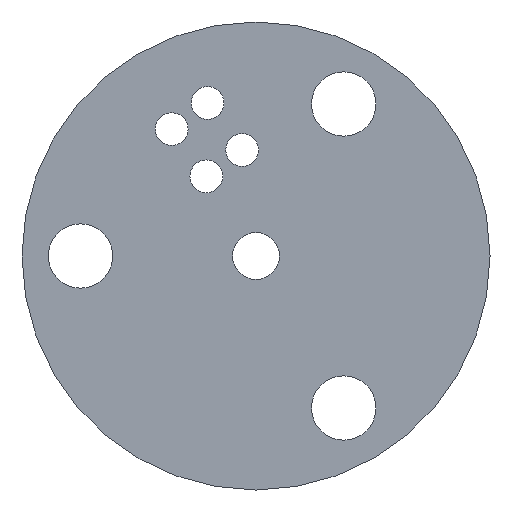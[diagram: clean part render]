
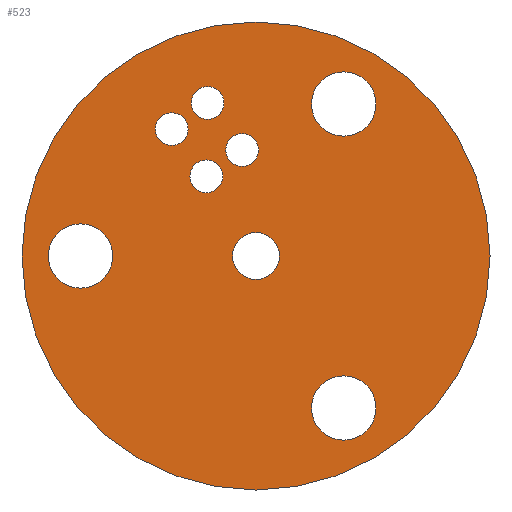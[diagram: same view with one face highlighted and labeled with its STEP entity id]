
A CAD part, left-side view. The second image highlights one B-rep face of the part: STEP entity #523.
In plain terms, the highlighted planar face has unit normal (-1, 0, 0).
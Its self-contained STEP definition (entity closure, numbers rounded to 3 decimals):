
#25=FACE_BOUND('',#111,.T.);
#26=FACE_BOUND('',#112,.T.);
#27=FACE_BOUND('',#113,.T.);
#28=FACE_BOUND('',#114,.T.);
#29=FACE_BOUND('',#115,.T.);
#30=FACE_BOUND('',#116,.T.);
#31=FACE_BOUND('',#117,.T.);
#32=FACE_BOUND('',#118,.T.);
#46=PLANE('',#590);
#73=FACE_OUTER_BOUND('',#110,.T.);
#110=EDGE_LOOP('',(#475));
#111=EDGE_LOOP('',(#476));
#112=EDGE_LOOP('',(#477));
#113=EDGE_LOOP('',(#478));
#114=EDGE_LOOP('',(#479));
#115=EDGE_LOOP('',(#480));
#116=EDGE_LOOP('',(#481));
#117=EDGE_LOOP('',(#482));
#118=EDGE_LOOP('',(#483));
#206=CIRCLE('',#540,1.4);
#208=CIRCLE('',#543,1.4);
#210=CIRCLE('',#546,1.4);
#212=CIRCLE('',#549,1.4);
#226=CIRCLE('',#581,2.75);
#227=CIRCLE('',#583,2.75);
#228=CIRCLE('',#585,2.);
#229=CIRCLE('',#587,2.75);
#230=CIRCLE('',#589,20.);
#232=VERTEX_POINT('',#746);
#234=VERTEX_POINT('',#752);
#236=VERTEX_POINT('',#758);
#238=VERTEX_POINT('',#764);
#272=VERTEX_POINT('',#865);
#273=VERTEX_POINT('',#869);
#274=VERTEX_POINT('',#873);
#275=VERTEX_POINT('',#877);
#276=VERTEX_POINT('',#881);
#279=EDGE_CURVE('',#232,#232,#206,.T.);
#282=EDGE_CURVE('',#234,#234,#208,.T.);
#285=EDGE_CURVE('',#236,#236,#210,.T.);
#288=EDGE_CURVE('',#238,#238,#212,.T.);
#336=EDGE_CURVE('',#272,#272,#226,.T.);
#338=EDGE_CURVE('',#273,#273,#227,.T.);
#340=EDGE_CURVE('',#274,#274,#228,.T.);
#342=EDGE_CURVE('',#275,#275,#229,.T.);
#344=EDGE_CURVE('',#276,#276,#230,.T.);
#475=ORIENTED_EDGE('',*,*,#344,.T.);
#476=ORIENTED_EDGE('',*,*,#282,.T.);
#477=ORIENTED_EDGE('',*,*,#288,.T.);
#478=ORIENTED_EDGE('',*,*,#279,.T.);
#479=ORIENTED_EDGE('',*,*,#285,.T.);
#480=ORIENTED_EDGE('',*,*,#342,.T.);
#481=ORIENTED_EDGE('',*,*,#340,.T.);
#482=ORIENTED_EDGE('',*,*,#338,.T.);
#483=ORIENTED_EDGE('',*,*,#336,.T.);
#523=ADVANCED_FACE('',(#73,#25,#26,#27,#28,#29,#30,#31,#32),#46,.F.);
#540=AXIS2_PLACEMENT_3D('',#748,#598,#599);
#543=AXIS2_PLACEMENT_3D('',#754,#605,#606);
#546=AXIS2_PLACEMENT_3D('',#760,#612,#613);
#549=AXIS2_PLACEMENT_3D('',#766,#619,#620);
#581=AXIS2_PLACEMENT_3D('',#866,#717,#718);
#583=AXIS2_PLACEMENT_3D('',#870,#722,#723);
#585=AXIS2_PLACEMENT_3D('',#874,#727,#728);
#587=AXIS2_PLACEMENT_3D('',#878,#732,#733);
#589=AXIS2_PLACEMENT_3D('',#882,#737,#738);
#590=AXIS2_PLACEMENT_3D('',#884,#740,#741);
#598=DIRECTION('center_axis',(1.,0.,0.));
#599=DIRECTION('ref_axis',(0.,0.,-1.));
#605=DIRECTION('center_axis',(1.,0.,0.));
#606=DIRECTION('ref_axis',(0.,0.,-1.));
#612=DIRECTION('center_axis',(1.,0.,0.));
#613=DIRECTION('ref_axis',(0.,0.,-1.));
#619=DIRECTION('center_axis',(1.,0.,0.));
#620=DIRECTION('ref_axis',(0.,0.,-1.));
#717=DIRECTION('center_axis',(1.,0.,0.));
#718=DIRECTION('ref_axis',(0.,0.,-1.));
#722=DIRECTION('center_axis',(1.,0.,0.));
#723=DIRECTION('ref_axis',(0.,0.,-1.));
#727=DIRECTION('center_axis',(1.,0.,0.));
#728=DIRECTION('ref_axis',(0.,0.,-1.));
#732=DIRECTION('center_axis',(1.,0.,0.));
#733=DIRECTION('ref_axis',(0.,0.,-1.));
#737=DIRECTION('center_axis',(-1.,0.,0.));
#738=DIRECTION('ref_axis',(0.,0.,-1.));
#740=DIRECTION('center_axis',(1.,0.,0.));
#741=DIRECTION('ref_axis',(0.,0.,-1.));
#746=CARTESIAN_POINT('',(-7.,4.137,14.486));
#748=CARTESIAN_POINT('Origin',(-7.,4.137,13.086));
#752=CARTESIAN_POINT('',(-7.,1.181,10.454));
#754=CARTESIAN_POINT('Origin',(-7.,1.181,9.054));
#758=CARTESIAN_POINT('',(-7.,4.246,8.207));
#760=CARTESIAN_POINT('Origin',(-7.,4.246,6.807));
#764=CARTESIAN_POINT('',(-7.,7.202,12.239));
#766=CARTESIAN_POINT('Origin',(-7.,7.202,10.839));
#865=CARTESIAN_POINT('',(-7.,-7.5,-10.24));
#866=CARTESIAN_POINT('Origin',(-7.,-7.5,-12.99));
#869=CARTESIAN_POINT('',(-7.,15.,2.75));
#870=CARTESIAN_POINT('Origin',(-7.,15.,0.));
#873=CARTESIAN_POINT('',(-7.,0.,2.));
#874=CARTESIAN_POINT('Origin',(-7.,0.,0.));
#877=CARTESIAN_POINT('',(-7.,-7.5,15.74));
#878=CARTESIAN_POINT('Origin',(-7.,-7.5,12.99));
#881=CARTESIAN_POINT('',(-7.,0.,20.));
#882=CARTESIAN_POINT('Origin',(-7.,0.,0.));
#884=CARTESIAN_POINT('Origin',(-7.,0.,0.));
